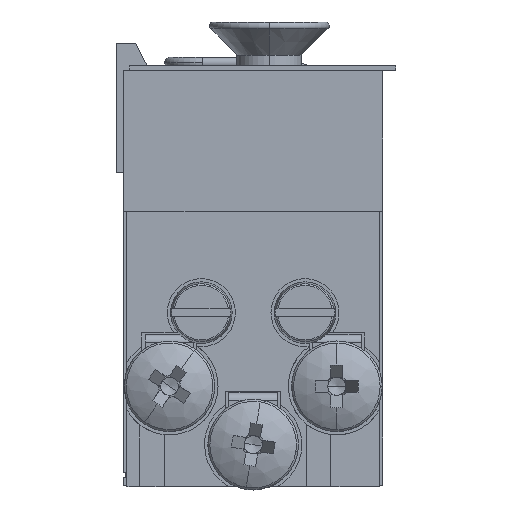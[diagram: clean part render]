
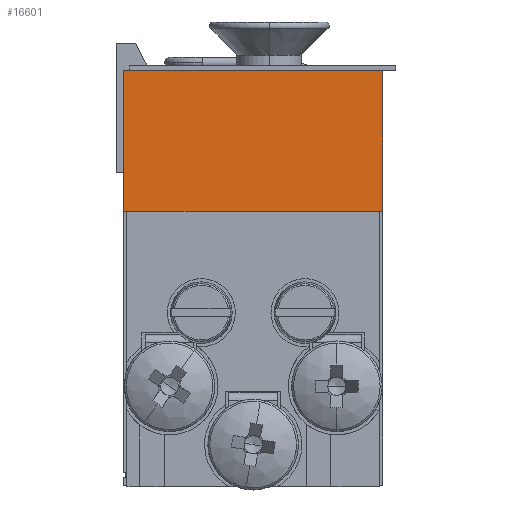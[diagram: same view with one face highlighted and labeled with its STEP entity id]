
A CAD part, front view. The second image highlights one B-rep face of the part: STEP entity #16601.
In plain terms, the highlighted planar face has unit normal (0, -1, 0).
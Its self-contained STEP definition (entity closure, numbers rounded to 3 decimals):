
#1267 = ORIENTED_EDGE ( 'NONE', *, *, #11272, .F. ) ;
#2644 = EDGE_CURVE ( 'NONE', #11903, #14226, #11258, .T. ) ;
#2762 = CARTESIAN_POINT ( 'NONE',  ( 8., -30.05, 4.1 ) ) ;
#3546 = VECTOR ( 'NONE', #5836, 1000. ) ;
#4667 = CARTESIAN_POINT ( 'NONE',  ( -8., -30.05, 4.1 ) ) ;
#4668 = LINE ( 'NONE', #15534, #8120 ) ;
#5794 = EDGE_CURVE ( 'NONE', #14226, #14466, #19748, .T. ) ;
#5836 = DIRECTION ( 'NONE',  ( 0., 0., -1. ) ) ;
#6741 = VECTOR ( 'NONE', #18449, 1000. ) ;
#7906 = VERTEX_POINT ( 'NONE', #16595 ) ;
#8120 = VECTOR ( 'NONE', #10100, 1000. ) ;
#8184 = DIRECTION ( 'NONE',  ( -1., 0., 0. ) ) ;
#8962 = CARTESIAN_POINT ( 'NONE',  ( -8., -30.05, 4.1 ) ) ;
#9668 = CARTESIAN_POINT ( 'NONE',  ( 8., -30.05, 4.1 ) ) ;
#9779 = FACE_OUTER_BOUND ( 'NONE', #14105, .T. ) ;
#10100 = DIRECTION ( 'NONE',  ( 0., 0., -1. ) ) ;
#11258 = LINE ( 'NONE', #18332, #6741 ) ;
#11272 = EDGE_CURVE ( 'NONE', #11903, #7906, #4668, .T. ) ;
#11415 = ORIENTED_EDGE ( 'NONE', *, *, #5794, .T. ) ;
#11903 = VERTEX_POINT ( 'NONE', #21980 ) ;
#13115 = EDGE_CURVE ( 'NONE', #7906, #14466, #13277, .T. ) ;
#13141 = PLANE ( 'NONE',  #18528 ) ;
#13277 = LINE ( 'NONE', #2762, #22464 ) ;
#14105 = EDGE_LOOP ( 'NONE', ( #11415, #19837, #1267, #14117 ) ) ;
#14117 = ORIENTED_EDGE ( 'NONE', *, *, #2644, .T. ) ;
#14226 = VERTEX_POINT ( 'NONE', #15672 ) ;
#14466 = VERTEX_POINT ( 'NONE', #4667 ) ;
#15534 = CARTESIAN_POINT ( 'NONE',  ( 8., -30.05, 4.1 ) ) ;
#15672 = CARTESIAN_POINT ( 'NONE',  ( -8., -30.05, 12.8 ) ) ;
#16595 = CARTESIAN_POINT ( 'NONE',  ( 8., -30.05, 4.1 ) ) ;
#16601 = ADVANCED_FACE ( 'NONE', ( #9779 ), #13141, .F. ) ;
#18332 = CARTESIAN_POINT ( 'NONE',  ( 8., -30.05, 12.8 ) ) ;
#18449 = DIRECTION ( 'NONE',  ( -1., 0., 0. ) ) ;
#18493 = DIRECTION ( 'NONE',  ( 0., 0., 1. ) ) ;
#18528 = AXIS2_PLACEMENT_3D ( 'NONE', #9668, #20337, #18493 ) ;
#19748 = LINE ( 'NONE', #8962, #3546 ) ;
#19837 = ORIENTED_EDGE ( 'NONE', *, *, #13115, .F. ) ;
#20337 = DIRECTION ( 'NONE',  ( 0., 1., 0. ) ) ;
#21980 = CARTESIAN_POINT ( 'NONE',  ( 8., -30.05, 12.8 ) ) ;
#22464 = VECTOR ( 'NONE', #8184, 1000. ) ;
